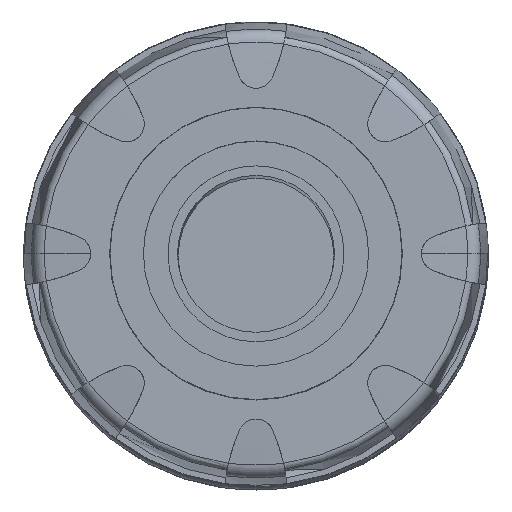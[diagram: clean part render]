
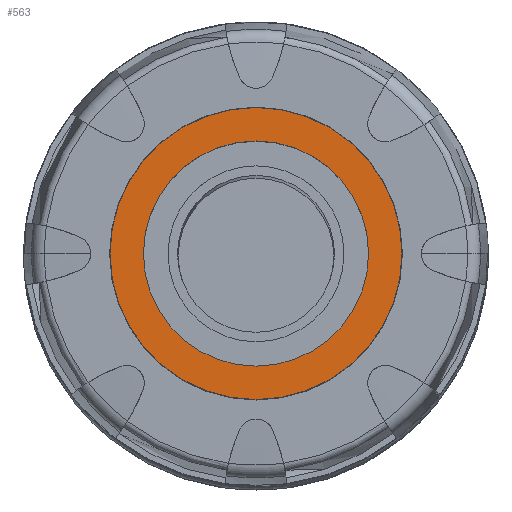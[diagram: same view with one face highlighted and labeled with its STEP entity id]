
A CAD part, top view. The second image highlights one B-rep face of the part: STEP entity #563.
In plain terms, the highlighted face is planar.
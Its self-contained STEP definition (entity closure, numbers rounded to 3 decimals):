
#563=ADVANCED_FACE('',(#1444,#1445),#1446,.T.);
#1444=FACE_BOUND('',#2714,.T.);
#1445=FACE_OUTER_BOUND('',#2715,.T.);
#1446=PLANE('',#2716);
#2714=EDGE_LOOP('',(#4077,#4078));
#2715=EDGE_LOOP('',(#4079,#4080));
#2716=AXIS2_PLACEMENT_3D('',#4081,#4082,#4083);
#4077=ORIENTED_EDGE('',*,*,#7718,.F.);
#4078=ORIENTED_EDGE('',*,*,#7696,.F.);
#4079=ORIENTED_EDGE('',*,*,#7701,.T.);
#4080=ORIENTED_EDGE('',*,*,#7716,.T.);
#4081=CARTESIAN_POINT('',(-18.375,0.0,375.0));
#4082=DIRECTION('',(0.0,0.0,1.0));
#4083=DIRECTION('',(-1.0,0.0,0.0));
#7696=EDGE_CURVE('',#9201,#9197,#9203,.T.);
#7701=EDGE_CURVE('',#9206,#9210,#9212,.T.);
#7716=EDGE_CURVE('',#9210,#9206,#9231,.T.);
#7718=EDGE_CURVE('',#9197,#9201,#9233,.T.);
#9197=VERTEX_POINT('',#11456);
#9201=VERTEX_POINT('',#11461);
#9203=CIRCLE('',#11464,16.0);
#9206=VERTEX_POINT('',#11467);
#9210=VERTEX_POINT('',#11472);
#9212=CIRCLE('',#11475,20.75);
#9231=CIRCLE('',#11496,20.75);
#9233=CIRCLE('',#11498,16.0);
#11456=CARTESIAN_POINT('',(-16.0,0.0,375.0));
#11461=CARTESIAN_POINT('',(16.0,0.,375.0));
#11464=AXIS2_PLACEMENT_3D('',#15774,#15775,#15776);
#11467=CARTESIAN_POINT('',(-20.75,0.0,375.0));
#11472=CARTESIAN_POINT('',(20.75,0.,375.0));
#11475=AXIS2_PLACEMENT_3D('',#15782,#15783,#15784);
#11496=AXIS2_PLACEMENT_3D('',#15808,#15809,#15810);
#11498=AXIS2_PLACEMENT_3D('',#15811,#15812,#15813);
#15774=CARTESIAN_POINT('',(0.0,0.0,375.0));
#15775=DIRECTION('',(0.0,0.0,1.0));
#15776=DIRECTION('',(-1.0,0.0,0.0));
#15782=CARTESIAN_POINT('',(0.0,0.0,375.0));
#15783=DIRECTION('',(0.0,0.0,1.0));
#15784=DIRECTION('',(-1.0,0.0,0.0));
#15808=CARTESIAN_POINT('',(0.0,0.0,375.0));
#15809=DIRECTION('',(0.0,0.0,1.0));
#15810=DIRECTION('',(-1.0,0.0,0.0));
#15811=CARTESIAN_POINT('',(0.0,0.0,375.0));
#15812=DIRECTION('',(0.0,0.0,1.0));
#15813=DIRECTION('',(-1.0,0.0,0.0));
